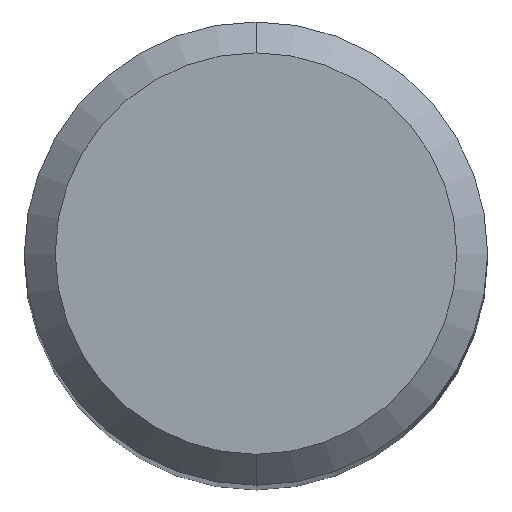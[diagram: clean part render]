
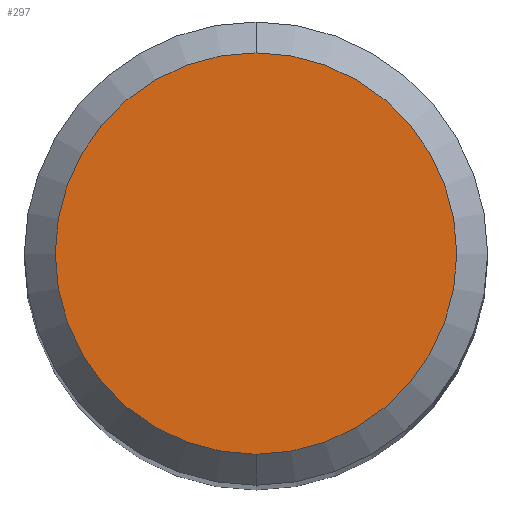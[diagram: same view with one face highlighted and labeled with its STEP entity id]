
A CAD part, top view. The second image highlights one B-rep face of the part: STEP entity #297.
In plain terms, the highlighted planar face has unit normal (0, 0, 1).
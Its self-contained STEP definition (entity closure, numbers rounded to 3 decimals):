
#253=VERTEX_POINT('',#552);
#273=VERTEX_POINT('',#574);
#297=ADVANCED_FACE('',(#600),#601,.T.);
#329=EDGE_CURVE('',#253,#273,#638,.T.);
#419=EDGE_CURVE('',#273,#253,#737,.T.);
#552=CARTESIAN_POINT('',(0.,-2.6,0.0));
#574=CARTESIAN_POINT('',(0.0,2.6,0.0));
#600=FACE_OUTER_BOUND('',#1038,.T.);
#601=PLANE('',#1039);
#638=CIRCLE('',#1117,2.6);
#737=CIRCLE('',#1308,2.6);
#1038=EDGE_LOOP('',(#1528,#1529));
#1039=AXIS2_PLACEMENT_3D('',#1530,#1531,#1532);
#1117=AXIS2_PLACEMENT_3D('',#1577,#1578,#1579);
#1308=AXIS2_PLACEMENT_3D('',#1691,#1692,#1693);
#1528=ORIENTED_EDGE('',*,*,#419,.F.);
#1529=ORIENTED_EDGE('',*,*,#329,.F.);
#1530=CARTESIAN_POINT('',(0.0,1.3,0.0));
#1531=DIRECTION('',(-0.0,0.0,1.0));
#1532=DIRECTION('',(0.0,-1.0,0.0));
#1577=CARTESIAN_POINT('',(0.0,0.0,0.0));
#1578=DIRECTION('',(0.0,0.0,-1.0));
#1579=DIRECTION('',(0.0,1.0,0.0));
#1691=CARTESIAN_POINT('',(0.0,0.0,0.0));
#1692=DIRECTION('',(0.0,0.0,-1.0));
#1693=DIRECTION('',(0.0,1.0,0.0));
